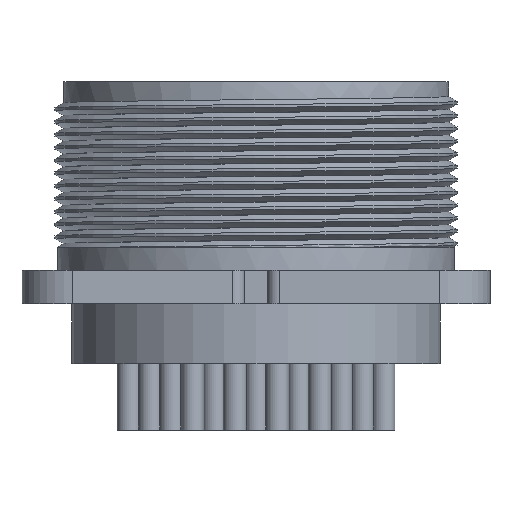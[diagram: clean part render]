
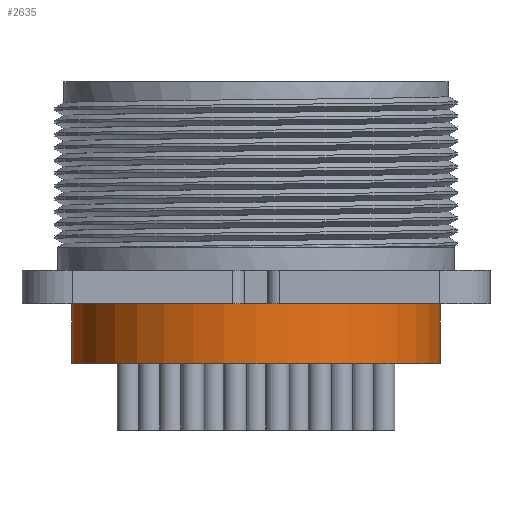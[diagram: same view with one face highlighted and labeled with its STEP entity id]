
A CAD part, front view. The second image highlights one B-rep face of the part: STEP entity #2635.
In plain terms, the highlighted cylindrical face has radius 20.32 mm (diameter 40.64 mm), a partial arc.
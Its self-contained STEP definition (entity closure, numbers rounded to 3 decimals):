
#1444 = AXIS2_PLACEMENT_3D ( 'NONE', #5915, #9970, #4612 ) ;
#2028 = VERTEX_POINT ( 'NONE', #13279 ) ;
#2174 = VERTEX_POINT ( 'NONE', #13887 ) ;
#2201 = CIRCLE ( 'NONE', #4461, 20.32 ) ;
#2326 = CIRCLE ( 'NONE', #4574, 20.32 ) ;
#2635 = ADVANCED_FACE ( 'NONE', ( #3295 ), #16608, .T. ) ;
#3042 = ORIENTED_EDGE ( 'NONE', *, *, #4806, .T. ) ;
#3295 = FACE_OUTER_BOUND ( 'NONE', #4927, .T. ) ;
#3303 = ORIENTED_EDGE ( 'NONE', *, *, #5077, .F. ) ;
#4461 = AXIS2_PLACEMENT_3D ( 'NONE', #6790, #16066, #8155 ) ;
#4574 = AXIS2_PLACEMENT_3D ( 'NONE', #6912, #16191, #8269 ) ;
#4612 = DIRECTION ( 'NONE',  ( 1., 0., 0. ) ) ;
#4628 = LINE ( 'NONE', #9127, #7794 ) ;
#4806 = EDGE_CURVE ( 'NONE', #16777, #14985, #15083, .T. ) ;
#4927 = EDGE_LOOP ( 'NONE', ( #3303, #9554, #3042, #14174 ) ) ;
#5077 = EDGE_CURVE ( 'NONE', #2174, #2028, #4628, .T. ) ;
#5650 = EDGE_CURVE ( 'NONE', #2174, #16777, #2326, .T. ) ;
#5915 = CARTESIAN_POINT ( 'NONE',  ( 0., 0., 0. ) ) ;
#6393 = EDGE_CURVE ( 'NONE', #14985, #2028, #2201, .T. ) ;
#6790 = CARTESIAN_POINT ( 'NONE',  ( 0., 0., -24.46 ) ) ;
#6912 = CARTESIAN_POINT ( 'NONE',  ( 0., 0., -31.064 ) ) ;
#7794 = VECTOR ( 'NONE', #16999, 1000. ) ;
#8011 = VECTOR ( 'NONE', #14601, 1000. ) ;
#8155 = DIRECTION ( 'NONE',  ( 1., 0., 0. ) ) ;
#8169 = CARTESIAN_POINT ( 'NONE',  ( 20.32, 0., -24.46 ) ) ;
#8269 = DIRECTION ( 'NONE',  ( 1., 0., 0. ) ) ;
#9127 = CARTESIAN_POINT ( 'NONE',  ( -20.32, 0., 0. ) ) ;
#9554 = ORIENTED_EDGE ( 'NONE', *, *, #5650, .T. ) ;
#9970 = DIRECTION ( 'NONE',  ( 0., 0., 1. ) ) ;
#11978 = CARTESIAN_POINT ( 'NONE',  ( 20.32, 0., 0. ) ) ;
#13279 = CARTESIAN_POINT ( 'NONE',  ( -20.32, 0., -24.46 ) ) ;
#13887 = CARTESIAN_POINT ( 'NONE',  ( -20.32, 0., -31.064 ) ) ;
#14174 = ORIENTED_EDGE ( 'NONE', *, *, #6393, .T. ) ;
#14601 = DIRECTION ( 'NONE',  ( 0., 0., 1. ) ) ;
#14985 = VERTEX_POINT ( 'NONE', #8169 ) ;
#15083 = LINE ( 'NONE', #11978, #8011 ) ;
#16066 = DIRECTION ( 'NONE',  ( 0., 0., -1. ) ) ;
#16111 = CARTESIAN_POINT ( 'NONE',  ( 20.32, 0., -31.064 ) ) ;
#16191 = DIRECTION ( 'NONE',  ( 0., 0., 1. ) ) ;
#16608 = CYLINDRICAL_SURFACE ( 'NONE', #1444, 20.32 ) ;
#16777 = VERTEX_POINT ( 'NONE', #16111 ) ;
#16999 = DIRECTION ( 'NONE',  ( 0., 0., 1. ) ) ;
